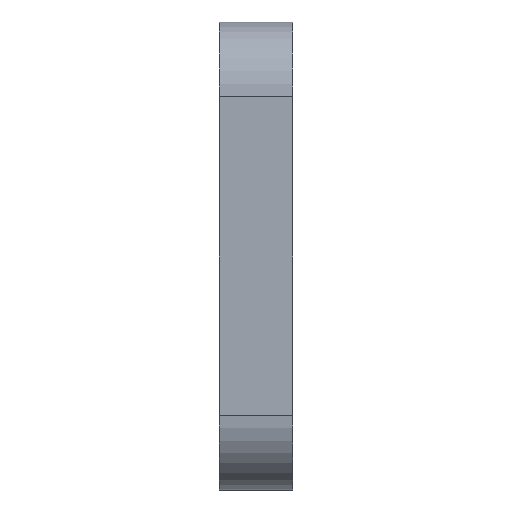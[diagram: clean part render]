
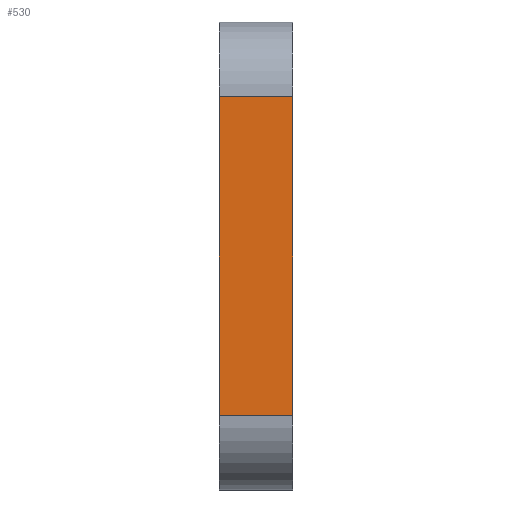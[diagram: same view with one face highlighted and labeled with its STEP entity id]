
A CAD part, left-side view. The second image highlights one B-rep face of the part: STEP entity #530.
In plain terms, the highlighted planar face has unit normal (-1, 0, 0).
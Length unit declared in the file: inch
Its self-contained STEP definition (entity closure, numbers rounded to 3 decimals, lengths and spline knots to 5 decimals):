
#5 = DIRECTION ( 'NONE',  ( 0., 0., 1. ) ) ;
#14 = CARTESIAN_POINT ( 'NONE',  ( -0.4, 0.125, 0. ) ) ;
#53 = FACE_OUTER_BOUND ( 'NONE', #259, .T. ) ;
#125 = CARTESIAN_POINT ( 'NONE',  ( -0.4, 0.125, 0.27224 ) ) ;
#169 = VERTEX_POINT ( 'NONE', #887 ) ;
#215 = CARTESIAN_POINT ( 'NONE',  ( -0.4, 0., -0.27224 ) ) ;
#218 = DIRECTION ( 'NONE',  ( 0., 0., -1. ) ) ;
#221 = DIRECTION ( 'NONE',  ( 1., 0., 0. ) ) ;
#225 = PLANE ( 'NONE',  #647 ) ;
#249 = CARTESIAN_POINT ( 'NONE',  ( -0.4, 0.125, 0. ) ) ;
#259 = EDGE_LOOP ( 'NONE', ( #976, #410, #394, #733 ) ) ;
#298 = CARTESIAN_POINT ( 'NONE',  ( -0.4, 0., -0.27224 ) ) ;
#311 = CARTESIAN_POINT ( 'NONE',  ( -0.4, 0., 0. ) ) ;
#316 = VECTOR ( 'NONE', #5, 39.37008 ) ;
#323 = DIRECTION ( 'NONE',  ( 0., 0., 1. ) ) ;
#386 = VERTEX_POINT ( 'NONE', #396 ) ;
#394 = ORIENTED_EDGE ( 'NONE', *, *, #776, .F. ) ;
#396 = CARTESIAN_POINT ( 'NONE',  ( -0.4, 0., 0.27224 ) ) ;
#410 = ORIENTED_EDGE ( 'NONE', *, *, #666, .F. ) ;
#438 = LINE ( 'NONE', #14, #316 ) ;
#445 = EDGE_CURVE ( 'NONE', #504, #386, #514, .T. ) ;
#498 = VECTOR ( 'NONE', #323, 39.37008 ) ;
#504 = VERTEX_POINT ( 'NONE', #298 ) ;
#514 = LINE ( 'NONE', #311, #498 ) ;
#530 = ADVANCED_FACE ( 'NONE', ( #53 ), #225, .F. ) ;
#557 = CARTESIAN_POINT ( 'NONE',  ( -0.4, 0., 0.27224 ) ) ;
#561 = DIRECTION ( 'NONE',  ( 0., 1., 0. ) ) ;
#626 = DIRECTION ( 'NONE',  ( 0., 1., 0. ) ) ;
#647 = AXIS2_PLACEMENT_3D ( 'NONE', #249, #221, #218 ) ;
#666 = EDGE_CURVE ( 'NONE', #169, #689, #438, .T. ) ;
#671 = VECTOR ( 'NONE', #561, 39.37008 ) ;
#689 = VERTEX_POINT ( 'NONE', #125 ) ;
#723 = VECTOR ( 'NONE', #626, 39.37008 ) ;
#733 = ORIENTED_EDGE ( 'NONE', *, *, #445, .T. ) ;
#776 = EDGE_CURVE ( 'NONE', #504, #169, #866, .T. ) ;
#866 = LINE ( 'NONE', #215, #723 ) ;
#887 = CARTESIAN_POINT ( 'NONE',  ( -0.4, 0.125, -0.27224 ) ) ;
#941 = LINE ( 'NONE', #557, #671 ) ;
#952 = EDGE_CURVE ( 'NONE', #386, #689, #941, .T. ) ;
#976 = ORIENTED_EDGE ( 'NONE', *, *, #952, .T. ) ;
